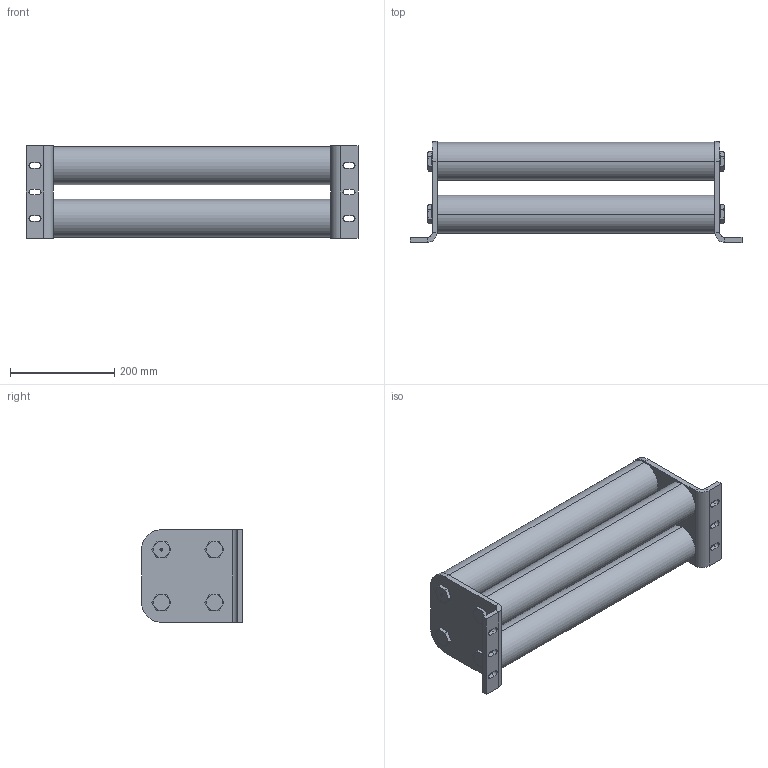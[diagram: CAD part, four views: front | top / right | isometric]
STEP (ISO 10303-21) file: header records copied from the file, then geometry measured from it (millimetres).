
FILE_DESCRIPTION (( 'STEP AP214' ), '1' );
FILE_NAME ('701124.STEP', '2024-06-14T13:48:39', ( '' ), ( '' ), 'SwSTEP 2.0', 'SolidWorks 2021', '' );
FILE_SCHEMA (( 'AUTOMOTIVE_DESIGN' ));
Length unit declared in the file: inch
Products named in the file (3): 701124; 9399_9399
Assembly tree (2 placements, depth 2):
  701124
    701124
    9399_9399
Bounding box: 637.54 x 193.8 x 177.8 mm (x, y, z)
Volume: 2327385.7 mm3; surface area: 1151368.5 mm2
Topology: 17 solids, 17 shells, 403 faces, 880 edges, 519 vertices
Faces by surface type: plane 171, cylinder 132, cone 92, sphere 6, torus 2
Entity records: 16728 total; most frequent: CARTESIAN_POINT 2403, DIRECTION 1968, ORIENTED_EDGE 1744, EDGE_CURVE 872, AXIS2_PLACEMENT_3D 784, VERTEX_POINT 515, EDGE_LOOP 457, UNCERTAINTY_MEASURE_WITH_UNIT 415
